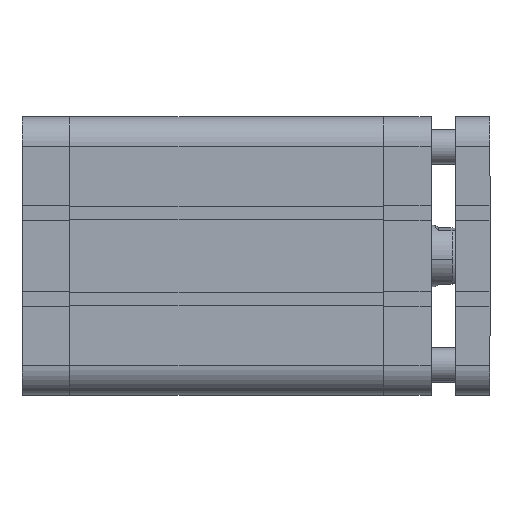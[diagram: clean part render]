
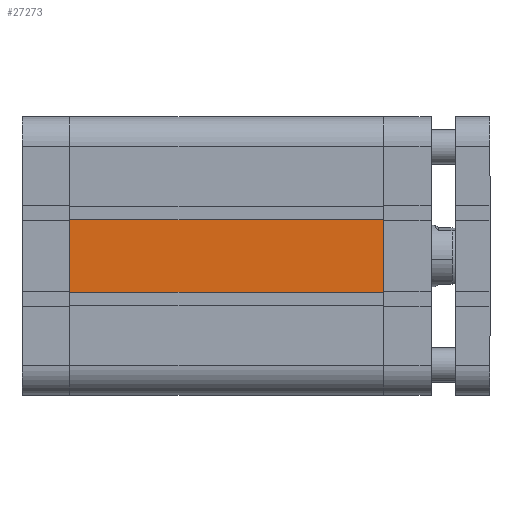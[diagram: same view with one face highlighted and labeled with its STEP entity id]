
A CAD part, front view. The second image highlights one B-rep face of the part: STEP entity #27273.
In plain terms, the highlighted planar face has unit normal (0, -1, 0).
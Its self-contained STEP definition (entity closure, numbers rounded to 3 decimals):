
#661 = DIRECTION ( 'NONE',  ( 0., 0., -1. ) ) ;
#1255 = LINE ( 'NONE', #29113, #5695 ) ;
#3264 = LINE ( 'NONE', #18861, #24531 ) ;
#5636 = EDGE_CURVE ( 'NONE', #8511, #39030, #3264, .T. ) ;
#5695 = VECTOR ( 'NONE', #16476, 1000. ) ;
#6951 = DIRECTION ( 'NONE',  ( 0., 0., 1. ) ) ;
#8511 = VERTEX_POINT ( 'NONE', #24010 ) ;
#10307 = VERTEX_POINT ( 'NONE', #26301 ) ;
#13404 = CARTESIAN_POINT ( 'NONE',  ( 0., -56.75, -14.7 ) ) ;
#15280 = VERTEX_POINT ( 'NONE', #25861 ) ;
#15415 = EDGE_CURVE ( 'NONE', #10307, #39030, #1255, .T. ) ;
#15716 = DIRECTION ( 'NONE',  ( -1., 0., 0. ) ) ;
#16036 = FACE_OUTER_BOUND ( 'NONE', #25961, .T. ) ;
#16476 = DIRECTION ( 'NONE',  ( 0., 0., -1. ) ) ;
#16864 = ORIENTED_EDGE ( 'NONE', *, *, #38212, .T. ) ;
#17132 = VECTOR ( 'NONE', #661, 1000. ) ;
#17552 = AXIS2_PLACEMENT_3D ( 'NONE', #25122, #19187, #6951 ) ;
#17659 = DIRECTION ( 'NONE',  ( -1., 0., 0. ) ) ;
#18231 = CARTESIAN_POINT ( 'NONE',  ( 128.001, -56.75, 14.7 ) ) ;
#18449 = ORIENTED_EDGE ( 'NONE', *, *, #15415, .T. ) ;
#18861 = CARTESIAN_POINT ( 'NONE',  ( 128.001, -56.75, -14.7 ) ) ;
#19187 = DIRECTION ( 'NONE',  ( 0., 1., 0. ) ) ;
#20735 = EDGE_CURVE ( 'NONE', #15280, #8511, #21786, .T. ) ;
#21786 = LINE ( 'NONE', #22359, #17132 ) ;
#22359 = CARTESIAN_POINT ( 'NONE',  ( 128., -56.75, -56.75 ) ) ;
#24010 = CARTESIAN_POINT ( 'NONE',  ( 128., -56.75, -14.7 ) ) ;
#24531 = VECTOR ( 'NONE', #15716, 1000. ) ;
#25122 = CARTESIAN_POINT ( 'NONE',  ( 128., -56.75, -56.75 ) ) ;
#25861 = CARTESIAN_POINT ( 'NONE',  ( 128., -56.75, 14.7 ) ) ;
#25961 = EDGE_LOOP ( 'NONE', ( #16864, #18449, #27827, #28169 ) ) ;
#26301 = CARTESIAN_POINT ( 'NONE',  ( 0., -56.75, 14.7 ) ) ;
#27273 = ADVANCED_FACE ( 'NONE', ( #16036 ), #31061, .F. ) ;
#27827 = ORIENTED_EDGE ( 'NONE', *, *, #5636, .F. ) ;
#28169 = ORIENTED_EDGE ( 'NONE', *, *, #20735, .F. ) ;
#29113 = CARTESIAN_POINT ( 'NONE',  ( 0., -56.75, -56.75 ) ) ;
#31061 = PLANE ( 'NONE',  #17552 ) ;
#32499 = LINE ( 'NONE', #18231, #37749 ) ;
#37749 = VECTOR ( 'NONE', #17659, 1000. ) ;
#38212 = EDGE_CURVE ( 'NONE', #15280, #10307, #32499, .T. ) ;
#39030 = VERTEX_POINT ( 'NONE', #13404 ) ;
